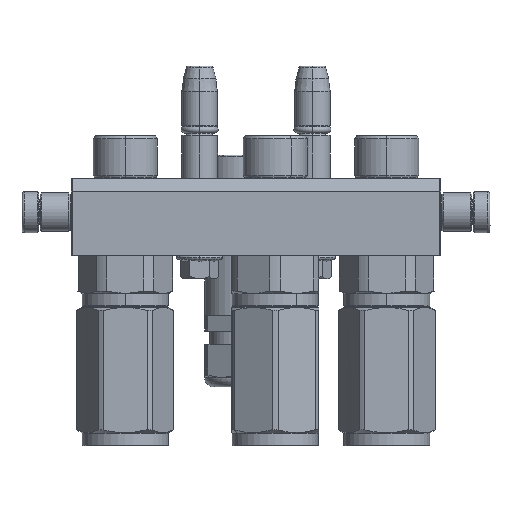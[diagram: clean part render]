
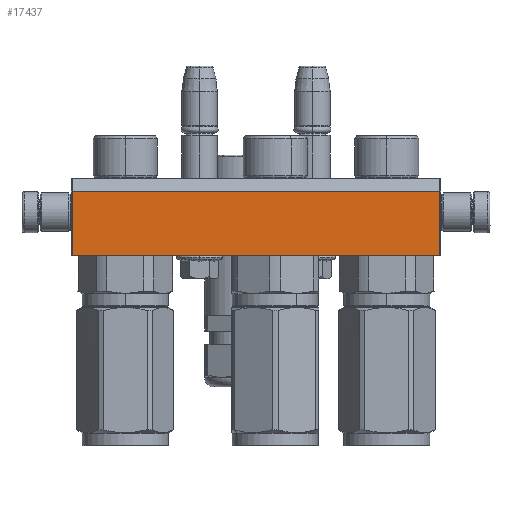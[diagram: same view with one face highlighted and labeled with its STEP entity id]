
A CAD part, left-side view. The second image highlights one B-rep face of the part: STEP entity #17437.
In plain terms, the highlighted face is planar.
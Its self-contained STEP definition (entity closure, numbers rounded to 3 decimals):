
#943 = EDGE_LOOP ( 'NONE', ( #31751, #33514, #53580, #51788 ) ) ;
#1253 = EDGE_CURVE ( 'NONE', #9864, #20852, #60388, .T. ) ;
#4005 = LINE ( 'NONE', #46203, #14368 ) ;
#5119 = VECTOR ( 'NONE', #20333, 1000. ) ;
#5297 = CARTESIAN_POINT ( 'NONE',  ( 143.5, 5., -90. ) ) ;
#9864 = VERTEX_POINT ( 'NONE', #14772 ) ;
#11739 = CARTESIAN_POINT ( 'NONE',  ( 144., 0., -90. ) ) ;
#14368 = VECTOR ( 'NONE', #51336, 1000. ) ;
#14645 = LINE ( 'NONE', #24856, #5119 ) ;
#14772 = CARTESIAN_POINT ( 'NONE',  ( 143.5, 5., -90. ) ) ;
#14849 = VECTOR ( 'NONE', #41008, 1000. ) ;
#15437 = CARTESIAN_POINT ( 'NONE',  ( 0.5, 5., -90. ) ) ;
#17437 = ADVANCED_FACE ( 'NONE', ( #39232 ), #27343, .T. ) ;
#17844 = EDGE_CURVE ( 'NONE', #43847, #41769, #44743, .T. ) ;
#18662 = CARTESIAN_POINT ( 'NONE',  ( 0.5, 5., -90. ) ) ;
#20333 = DIRECTION ( 'NONE',  ( -1., 0., 0. ) ) ;
#20764 = VECTOR ( 'NONE', #30882, 1000. ) ;
#20852 = VERTEX_POINT ( 'NONE', #58526 ) ;
#24856 = CARTESIAN_POINT ( 'NONE',  ( 143.5, 5., -90. ) ) ;
#27343 = PLANE ( 'NONE',  #33148 ) ;
#28623 = EDGE_CURVE ( 'NONE', #9864, #43847, #14645, .T. ) ;
#30882 = DIRECTION ( 'NONE',  ( 0., 1., 0. ) ) ;
#31751 = ORIENTED_EDGE ( 'NONE', *, *, #51100, .F. ) ;
#33148 = AXIS2_PLACEMENT_3D ( 'NONE', #11739, #62606, #52786 ) ;
#33514 = ORIENTED_EDGE ( 'NONE', *, *, #1253, .F. ) ;
#39232 = FACE_OUTER_BOUND ( 'NONE', #943, .T. ) ;
#41008 = DIRECTION ( 'NONE',  ( 0., 1., 0. ) ) ;
#41769 = VERTEX_POINT ( 'NONE', #54125 ) ;
#43847 = VERTEX_POINT ( 'NONE', #18662 ) ;
#44743 = LINE ( 'NONE', #15437, #20764 ) ;
#46203 = CARTESIAN_POINT ( 'NONE',  ( 143.5, 30., -90. ) ) ;
#51100 = EDGE_CURVE ( 'NONE', #20852, #41769, #4005, .T. ) ;
#51336 = DIRECTION ( 'NONE',  ( -1., 0., 0. ) ) ;
#51788 = ORIENTED_EDGE ( 'NONE', *, *, #17844, .T. ) ;
#52786 = DIRECTION ( 'NONE',  ( -1., 0., 0. ) ) ;
#53580 = ORIENTED_EDGE ( 'NONE', *, *, #28623, .T. ) ;
#54125 = CARTESIAN_POINT ( 'NONE',  ( 0.5, 30., -90. ) ) ;
#58526 = CARTESIAN_POINT ( 'NONE',  ( 143.5, 30., -90. ) ) ;
#60388 = LINE ( 'NONE', #5297, #14849 ) ;
#62606 = DIRECTION ( 'NONE',  ( 0., 0., -1. ) ) ;
